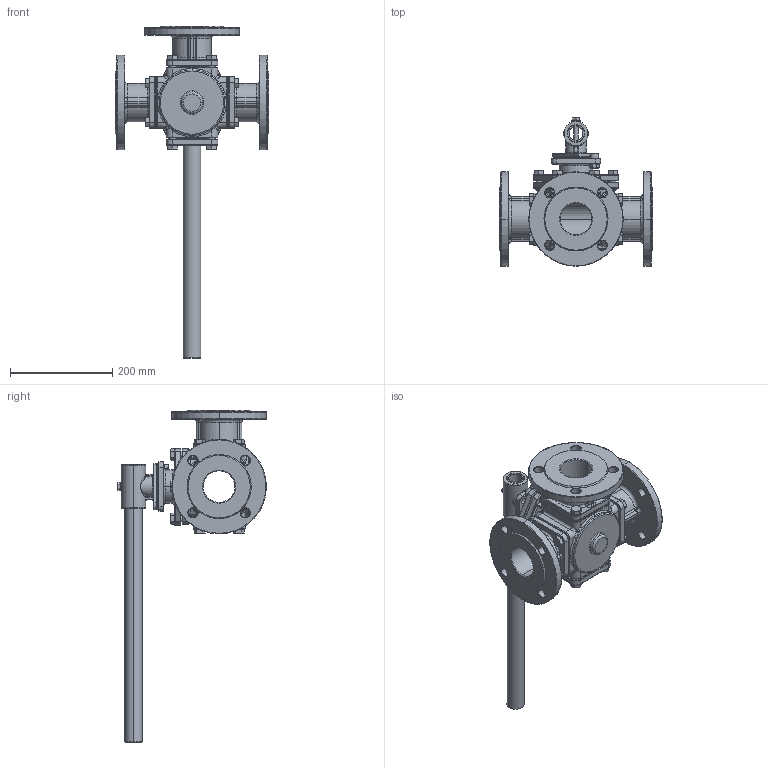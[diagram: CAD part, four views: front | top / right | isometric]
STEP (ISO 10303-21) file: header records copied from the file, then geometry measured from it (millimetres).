
FILE_DESCRIPTION (( 'STEP AP214' ), '1' );
FILE_NAME ('520-065-G01-1(501F,2.5,T-Port,3-way, PN16).STEP', '2019-10-04T08:29:00', ( '' ), ( '' ), 'SwSTEP 2.0', 'SolidWorks 2012', '' );
FILE_SCHEMA (( 'AUTOMOTIVE_DESIGN' ));
Length unit declared in the file: millimetre
Products named in the file (1): 520-065-G01-1(501F,2.5,T-Port,3-way, PN16)
Bounding box: 300 x 291.2 x 650 mm (x, y, z)
Volume: 4278781.7 mm3; surface area: 612056.8 mm2
Topology: 1 solids, 4 shells, 1668 faces, 3886 edges, 2238 vertices
Faces by surface type: cylinder 514, cone 395, plane 385, torus 254, bspline 100, sphere 20
Entity records: 72702 total; most frequent: CARTESIAN_POINT 17409, DIRECTION 7946, ORIENTED_EDGE 7700, EDGE_CURVE 3850, AXIS2_PLACEMENT_3D 3405, VERTEX_POINT 2238, CIRCLE 1836, EDGE_LOOP 1806
